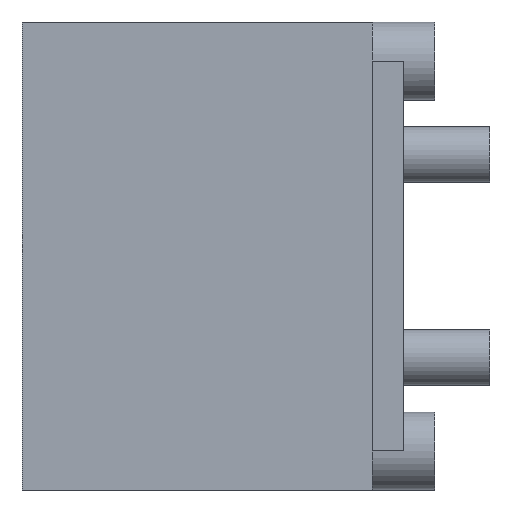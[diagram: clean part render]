
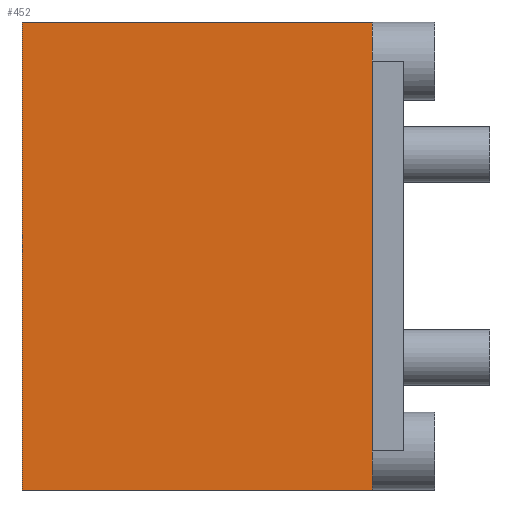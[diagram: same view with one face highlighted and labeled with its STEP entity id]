
A CAD part, left-side view. The second image highlights one B-rep face of the part: STEP entity #452.
In plain terms, the highlighted planar face has unit normal (-1, 0, 0).
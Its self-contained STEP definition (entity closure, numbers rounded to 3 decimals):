
#180 = VERTEX_POINT ( 'NONE', #899 ) ;
#276 = EDGE_CURVE ( 'NONE', #277, #180, #1061, .T. ) ;
#277 = VERTEX_POINT ( 'NONE', #1057 ) ;
#336 = EDGE_CURVE ( 'NONE', #368, #180, #1108, .T. ) ;
#368 = VERTEX_POINT ( 'NONE', #1179 ) ;
#449 = ORIENTED_EDGE ( 'NONE', *, *, #336, .F. ) ;
#450 = EDGE_LOOP ( 'NONE', ( #547, #449, #546, #536 ) ) ;
#452 = ADVANCED_FACE ( 'NONE', ( #1211 ), #1210, .F. ) ;
#499 = VERTEX_POINT ( 'NONE', #1281 ) ;
#525 = EDGE_CURVE ( 'NONE', #499, #368, #1300, .T. ) ;
#536 = ORIENTED_EDGE ( 'NONE', *, *, #552, .T. ) ;
#546 = ORIENTED_EDGE ( 'NONE', *, *, #525, .F. ) ;
#547 = ORIENTED_EDGE ( 'NONE', *, *, #276, .T. ) ;
#552 = EDGE_CURVE ( 'NONE', #499, #277, #1331, .T. ) ;
#899 = CARTESIAN_POINT ( 'NONE',  ( -20.413, 2., -0.941 ) ) ;
#1057 = CARTESIAN_POINT ( 'NONE',  ( -20.413, 2., -30.941 ) ) ;
#1058 = DIRECTION ( 'NONE',  ( 0., 0., 1. ) ) ;
#1059 = VECTOR ( 'NONE', #1058, 1000. ) ;
#1060 = CARTESIAN_POINT ( 'NONE',  ( -20.413, 2., -30.941 ) ) ;
#1061 = LINE ( 'NONE', #1060, #1059 ) ;
#1105 = DIRECTION ( 'NONE',  ( 0., -1., 0. ) ) ;
#1106 = VECTOR ( 'NONE', #1105, 1000. ) ;
#1107 = CARTESIAN_POINT ( 'NONE',  ( -20.413, 24.45, -0.941 ) ) ;
#1108 = LINE ( 'NONE', #1107, #1106 ) ;
#1179 = CARTESIAN_POINT ( 'NONE',  ( -20.413, 24.45, -0.941 ) ) ;
#1206 = DIRECTION ( 'NONE',  ( 0., 0., -1. ) ) ;
#1207 = DIRECTION ( 'NONE',  ( 1., 0., 0. ) ) ;
#1208 = CARTESIAN_POINT ( 'NONE',  ( -20.413, 24.45, -30.941 ) ) ;
#1209 = AXIS2_PLACEMENT_3D ( 'NONE', #1208, #1207, #1206 ) ;
#1210 = PLANE ( 'NONE',  #1209 ) ;
#1211 = FACE_OUTER_BOUND ( 'NONE', #450, .T. ) ;
#1281 = CARTESIAN_POINT ( 'NONE',  ( -20.413, 24.45, -30.941 ) ) ;
#1297 = DIRECTION ( 'NONE',  ( 0., 0., 1. ) ) ;
#1298 = VECTOR ( 'NONE', #1297, 1000. ) ;
#1299 = CARTESIAN_POINT ( 'NONE',  ( -20.413, 24.45, -30.941 ) ) ;
#1300 = LINE ( 'NONE', #1299, #1298 ) ;
#1328 = DIRECTION ( 'NONE',  ( 0., -1., 0. ) ) ;
#1329 = VECTOR ( 'NONE', #1328, 1000. ) ;
#1330 = CARTESIAN_POINT ( 'NONE',  ( -20.413, 24.45, -30.941 ) ) ;
#1331 = LINE ( 'NONE', #1330, #1329 ) ;
